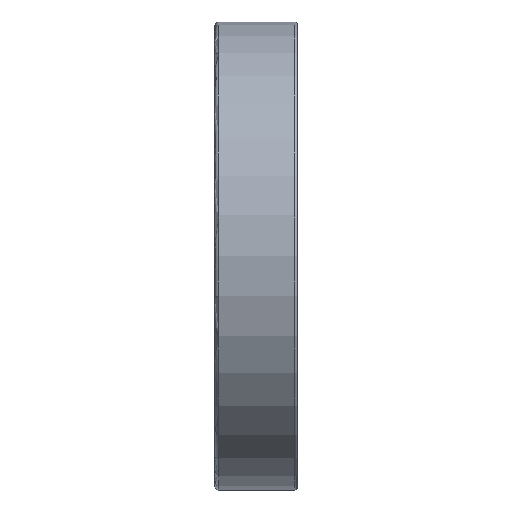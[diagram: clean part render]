
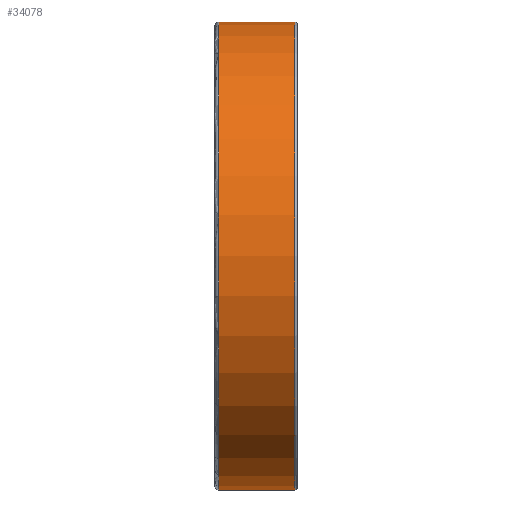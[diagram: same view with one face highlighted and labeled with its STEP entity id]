
A CAD part, top view. The second image highlights one B-rep face of the part: STEP entity #34078.
In plain terms, the highlighted cylindrical face has radius 62.5 mm (diameter 125 mm), a partial arc.
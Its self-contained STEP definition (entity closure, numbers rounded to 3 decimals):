
#23691=DIRECTION('',(-1.,0.,0.));
#23692=VECTOR('',#23691,20.3);
#23693=CARTESIAN_POINT('',(10.4,62.5,0.));
#23694=LINE('',#23693,#23692);
#23698=DIRECTION('',(-1.,0.,0.));
#23699=VECTOR('',#23698,20.3);
#23700=CARTESIAN_POINT('',(10.4,-62.5,0.));
#23701=LINE('',#23700,#23699);
#23713=CARTESIAN_POINT('',(10.4,0.,0.));
#23714=DIRECTION('',(1.,0.,0.));
#23715=DIRECTION('',(0.,1.,0.));
#23716=AXIS2_PLACEMENT_3D('',#23713,#23714,#23715);
#23721=CARTESIAN_POINT('',(-9.9,0.,0.));
#23722=DIRECTION('',(1.,0.,0.));
#23723=DIRECTION('',(0.,1.,0.));
#23724=AXIS2_PLACEMENT_3D('',#23721,#23722,#23723);
#30902=CARTESIAN_POINT('',(10.4,62.5,0.));
#30903=CARTESIAN_POINT('',(-9.9,62.5,0.));
#30904=VERTEX_POINT('',#30902);
#30905=VERTEX_POINT('',#30903);
#30914=CARTESIAN_POINT('',(10.4,-62.5,0.));
#30915=CARTESIAN_POINT('',(-9.9,-62.5,0.));
#30916=VERTEX_POINT('',#30914);
#30917=VERTEX_POINT('',#30915);
#34066=CARTESIAN_POINT('',(-12.1,0.,0.));
#34067=DIRECTION('',(1.,0.,0.));
#34068=DIRECTION('',(0.,-1.,0.));
#34069=AXIS2_PLACEMENT_3D('',#34066,#34067,#34068);
#34070=CYLINDRICAL_SURFACE('',#34069,62.5);
#34071=ORIENTED_EDGE('',*,*,#34056,.F.);
#34072=ORIENTED_EDGE('',*,*,#34033,.T.);
#34073=ORIENTED_EDGE('',*,*,#34060,.T.);
#34075=ORIENTED_EDGE('',*,*,#34074,.F.);
#34076=EDGE_LOOP('',(#34071,#34072,#34073,#34075));
#34077=FACE_OUTER_BOUND('',#34076,.F.);
#23717=CIRCLE('',#23716,62.5);
#23725=CIRCLE('',#23724,62.5);
#34033=EDGE_CURVE('',#30904,#30916,#23717,.T.);
#34056=EDGE_CURVE('',#30904,#30905,#23694,.T.);
#34060=EDGE_CURVE('',#30916,#30917,#23701,.T.);
#34074=EDGE_CURVE('',#30905,#30917,#23725,.T.);
#34078=ADVANCED_FACE('',(#34077),#34070,.T.);
